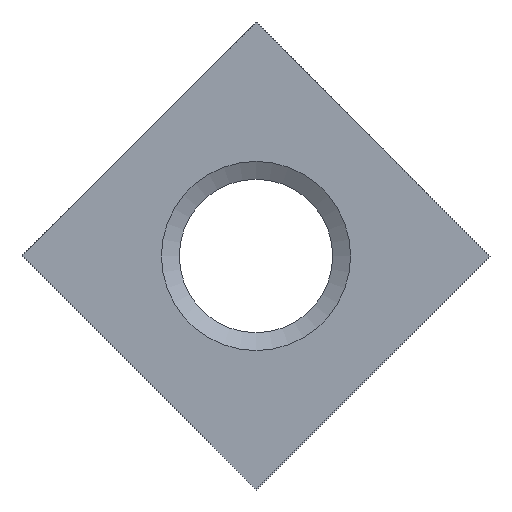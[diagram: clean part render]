
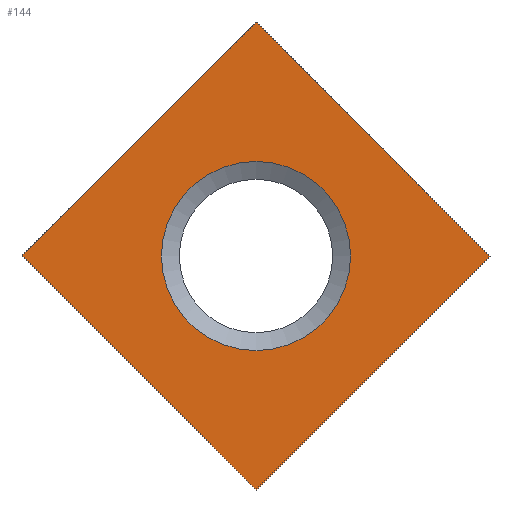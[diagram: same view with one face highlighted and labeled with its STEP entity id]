
A CAD part, left-side view. The second image highlights one B-rep face of the part: STEP entity #144.
In plain terms, the highlighted planar face has unit normal (-1, 0, 0).
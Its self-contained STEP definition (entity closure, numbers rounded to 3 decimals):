
#19=LINE('',#228,#31);
#20=LINE('',#230,#32);
#21=LINE('',#232,#33);
#22=LINE('',#233,#34);
#31=VECTOR('',#188,7.);
#32=VECTOR('',#189,7.);
#33=VECTOR('',#190,7.);
#34=VECTOR('',#191,7.);
#40=PLANE('',#159);
#50=FACE_BOUND('',#69,.T.);
#55=FACE_OUTER_BOUND('',#68,.T.);
#68=EDGE_LOOP('',(#117,#118,#119,#120));
#69=EDGE_LOOP('',(#121));
#77=CIRCLE('',#158,2.);
#85=VERTEX_POINT('',#223);
#86=VERTEX_POINT('',#226);
#87=VERTEX_POINT('',#227);
#88=VERTEX_POINT('',#229);
#89=VERTEX_POINT('',#231);
#97=EDGE_CURVE('',#85,#85,#77,.T.);
#98=EDGE_CURVE('',#86,#87,#19,.T.);
#99=EDGE_CURVE('',#87,#88,#20,.T.);
#100=EDGE_CURVE('',#88,#89,#21,.T.);
#101=EDGE_CURVE('',#89,#86,#22,.T.);
#117=ORIENTED_EDGE('',*,*,#98,.T.);
#118=ORIENTED_EDGE('',*,*,#99,.T.);
#119=ORIENTED_EDGE('',*,*,#100,.T.);
#120=ORIENTED_EDGE('',*,*,#101,.T.);
#121=ORIENTED_EDGE('',*,*,#97,.F.);
#144=ADVANCED_FACE('',(#55,#50),#40,.F.);
#158=AXIS2_PLACEMENT_3D('',#224,#184,#185);
#159=AXIS2_PLACEMENT_3D('',#225,#186,#187);
#184=DIRECTION('center_axis',(-1.,0.,0.));
#185=DIRECTION('ref_axis',(0.,0.,-1.));
#186=DIRECTION('center_axis',(1.,0.,0.));
#187=DIRECTION('ref_axis',(0.,0.,-1.));
#188=DIRECTION('',(0.,-0.707,0.707));
#189=DIRECTION('',(0.,0.707,0.707));
#190=DIRECTION('',(0.,0.707,-0.707));
#191=DIRECTION('',(0.,-0.707,-0.707));
#223=CARTESIAN_POINT('',(0.,0.,2.));
#224=CARTESIAN_POINT('Origin',(0.,0.,0.));
#225=CARTESIAN_POINT('Origin',(0.,0.,0.));
#226=CARTESIAN_POINT('',(0.,0.,-4.95));
#227=CARTESIAN_POINT('',(0.,-4.95,0.));
#228=CARTESIAN_POINT('',(0.,0.,-4.95));
#229=CARTESIAN_POINT('',(0.,0.,4.95));
#230=CARTESIAN_POINT('',(0.,-4.95,0.));
#231=CARTESIAN_POINT('',(0.,4.95,0.));
#232=CARTESIAN_POINT('',(0.,0.,4.95));
#233=CARTESIAN_POINT('',(0.,4.95,0.));
